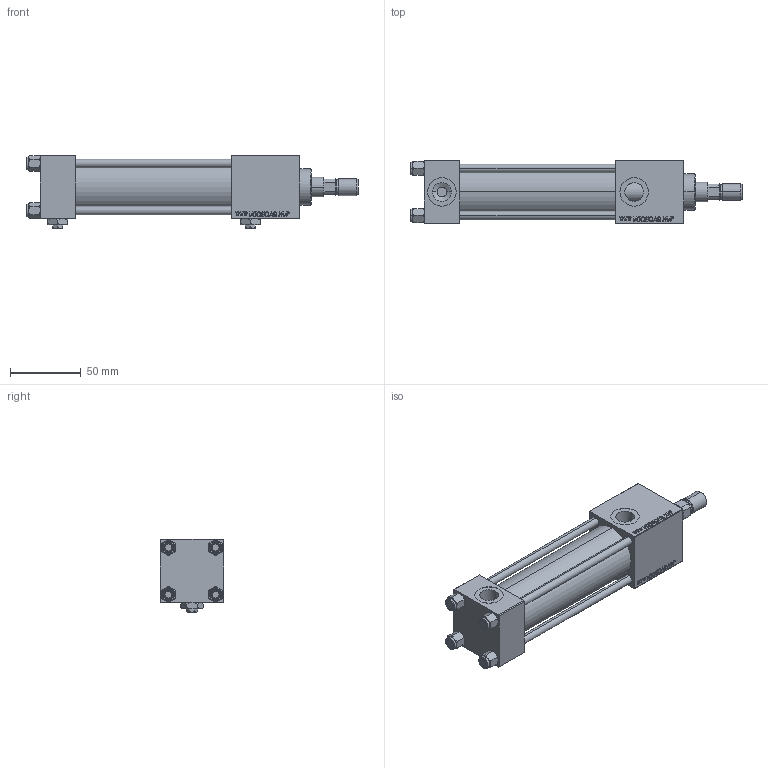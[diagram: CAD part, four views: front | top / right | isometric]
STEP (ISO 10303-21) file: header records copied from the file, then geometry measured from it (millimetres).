
FILE_DESCRIPTION (( 'STEP AP203' ), '1' );
FILE_NAME ('254a.STEP', '2022-04-16T08:10:58', ( '' ), ( '' ), 'SwSTEP 2.0', 'SolidWorks 2019', '' );
FILE_SCHEMA (( 'CONFIG_CONTROL_DESIGN' ));
Length unit declared in the file: millimetre
Products named in the file (8): Zatka_pro_OIL_PORT 4c1ddc33db3cdd2b82eea6b13b00fd88; NUT_M5_C 4c1ddc33db3cdd2b82eea6b13b00fd88; V215_VC_A 4c1ddc33db3cdd2b82eea6b13b00fd88; V215CR_C_Body 4c1ddc33db3cdd2b82eea6b13b00fd88; V215CR_VCP_C 4c1ddc33db3cdd2b82eea6b13b00fd88; V215CR_C_TYCINKA 4c1ddc33db3cdd2b82eea6b13b00fd88; 254a; ROD_END_AH 4c1ddc33db3cdd2b82eea6b13b00fd88
Assembly tree (14 placements, depth 2):
  254a
    V215CR_C_Body 4c1ddc33db3cdd2b82eea6b13b00fd88
    V215CR_VCP_C 4c1ddc33db3cdd2b82eea6b13b00fd88
    NUT_M5_C 4c1ddc33db3cdd2b82eea6b13b00fd88  x4
    V215CR_C_TYCINKA 4c1ddc33db3cdd2b82eea6b13b00fd88  x4
    V215_VC_A 4c1ddc33db3cdd2b82eea6b13b00fd88
    ROD_END_AH 4c1ddc33db3cdd2b82eea6b13b00fd88
    Zatka_pro_OIL_PORT 4c1ddc33db3cdd2b82eea6b13b00fd88  x2
Bounding box: 234 x 45 x 52 mm (x, y, z)
Volume: 229833.8 mm3; surface area: 90210.7 mm2
Topology: 14 solids, 14 shells, 1268 faces, 3144 edges, 2027 vertices
Faces by surface type: plane 578, bspline 392, cone 182, cylinder 106, torus 10
Entity records: 52823 total; most frequent: CARTESIAN_POINT 27802, ORIENTED_EDGE 5588, DIRECTION 3648, EDGE_CURVE 2794, VERTEX_POINT 1825, LINE 1652, VECTOR 1652, EDGE_LOOP 1243
